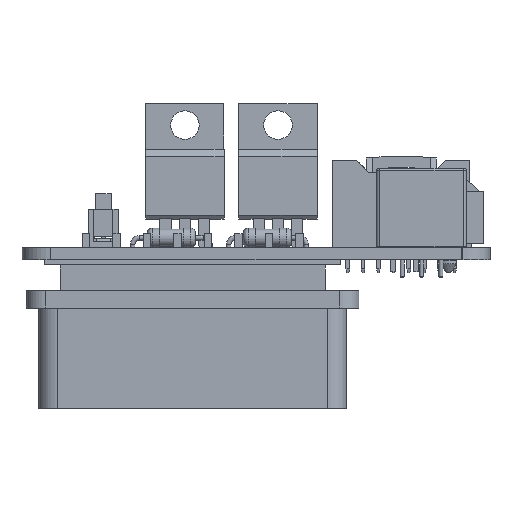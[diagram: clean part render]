
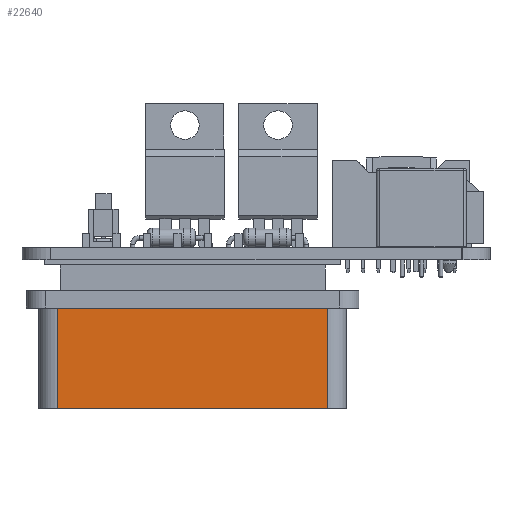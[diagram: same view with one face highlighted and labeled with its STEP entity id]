
A CAD part, left-side view. The second image highlights one B-rep face of the part: STEP entity #22640.
In plain terms, the highlighted free-form (B-spline) face has degree [1, 1] with [2, 2] control points.
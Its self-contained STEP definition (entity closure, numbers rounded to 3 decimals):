
#22640 = ADVANCED_FACE('',(#22641),#22675,.T.);
#22641 = FACE_BOUND('',#22642,.T.);
#22642 = EDGE_LOOP('',(#22643,#22653,#22661,#22669));
#22643 = ORIENTED_EDGE('',*,*,#22644,.T.);
#22644 = EDGE_CURVE('',#22645,#22647,#22649,.T.);
#22645 = VERTEX_POINT('',#22646);
#22646 = CARTESIAN_POINT('',(-17.65,8.8,-5.65));
#22647 = VERTEX_POINT('',#22648);
#22648 = CARTESIAN_POINT('',(-17.65,8.8,-18.75));
#22649 = LINE('',#22650,#22651);
#22650 = CARTESIAN_POINT('',(-17.65,8.8,-5.65));
#22651 = VECTOR('',#22652,1.);
#22652 = DIRECTION('',(0.,0.,-1.));
#22653 = ORIENTED_EDGE('',*,*,#22654,.T.);
#22654 = EDGE_CURVE('',#22647,#22655,#22657,.T.);
#22655 = VERTEX_POINT('',#22656);
#22656 = CARTESIAN_POINT('',(17.65,8.8,-18.75));
#22657 = LINE('',#22658,#22659);
#22658 = CARTESIAN_POINT('',(-17.65,8.8,-18.75));
#22659 = VECTOR('',#22660,1.);
#22660 = DIRECTION('',(1.,0.,0.));
#22661 = ORIENTED_EDGE('',*,*,#22662,.T.);
#22662 = EDGE_CURVE('',#22655,#22663,#22665,.T.);
#22663 = VERTEX_POINT('',#22664);
#22664 = CARTESIAN_POINT('',(17.65,8.8,-5.65));
#22665 = LINE('',#22666,#22667);
#22666 = CARTESIAN_POINT('',(17.65,8.8,-18.75));
#22667 = VECTOR('',#22668,1.);
#22668 = DIRECTION('',(0.,0.,1.));
#22669 = ORIENTED_EDGE('',*,*,#22670,.T.);
#22670 = EDGE_CURVE('',#22663,#22645,#22671,.T.);
#22671 = LINE('',#22672,#22673);
#22672 = CARTESIAN_POINT('',(17.65,8.8,-5.65));
#22673 = VECTOR('',#22674,1.);
#22674 = DIRECTION('',(-1.,0.,0.));
#22675 = B_SPLINE_SURFACE_WITH_KNOTS('',1,1,(
    (#22676,#22677)
    ,(#22678,#22679
    )),.UNSPECIFIED.,.F.,.F.,.F.,(2,2),(2,2),(0.,1.),(0.,1.),
  .PIECEWISE_BEZIER_KNOTS.);
#22676 = CARTESIAN_POINT('',(-17.65,8.8,-18.75));
#22677 = CARTESIAN_POINT('',(-17.65,8.8,-5.65));
#22678 = CARTESIAN_POINT('',(17.65,8.8,-18.75));
#22679 = CARTESIAN_POINT('',(17.65,8.8,-5.65));
